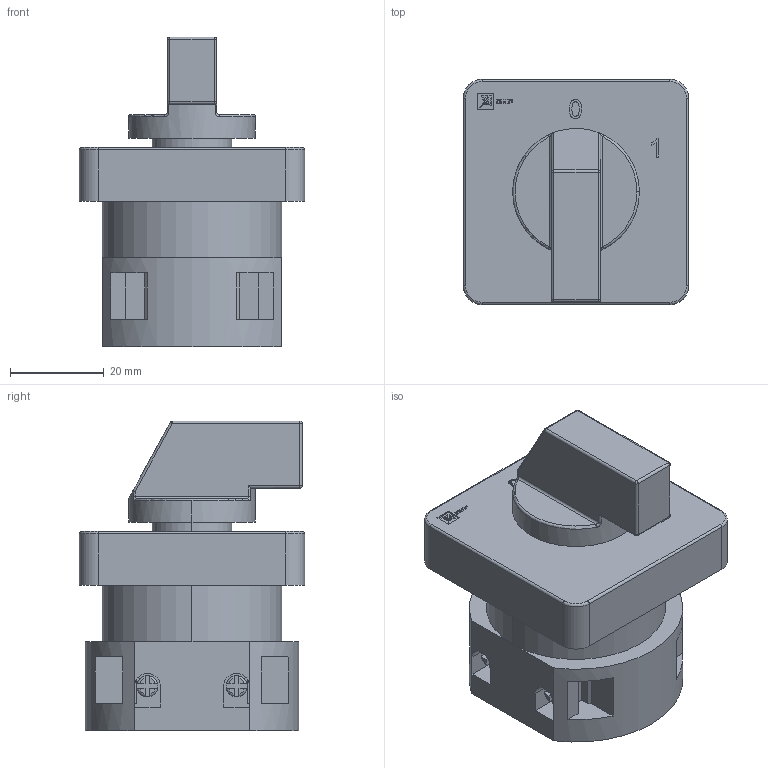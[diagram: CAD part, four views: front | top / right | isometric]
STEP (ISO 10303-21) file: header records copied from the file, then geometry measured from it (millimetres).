
FILE_DESCRIPTION (( 'STEP AP203' ), '1' );
FILE_NAME ('ﾏﾊ-1-51 25ﾀ 1ﾐ (pk-1-51-25).STEP', '2018-09-04T06:49:12', ( '' ), ( '' ), 'SwSTEP 2.0', 'SolidWorks 2017', '' );
FILE_SCHEMA (( 'CONFIG_CONTROL_DESIGN' ));
Length unit declared in the file: millimetre
Products named in the file (1): ﾏﾊ-1-51 25ﾀ 1ﾐ (pk-1-51-25)
Bounding box: 48 x 48 x 66 mm (x, y, z)
Volume: 74960.6 mm3; surface area: 15770.4 mm2
Topology: 1 solids, 1 shells, 316 faces, 838 edges, 539 vertices
Faces by surface type: plane 186, cylinder 67, bspline 34, torus 23, sphere 6
Entity records: 11248 total; most frequent: CARTESIAN_POINT 3483, ORIENTED_EDGE 1668, DIRECTION 1492, EDGE_CURVE 834, VERTEX_POINT 539, LINE 524, VECTOR 524, AXIS2_PLACEMENT_3D 484
